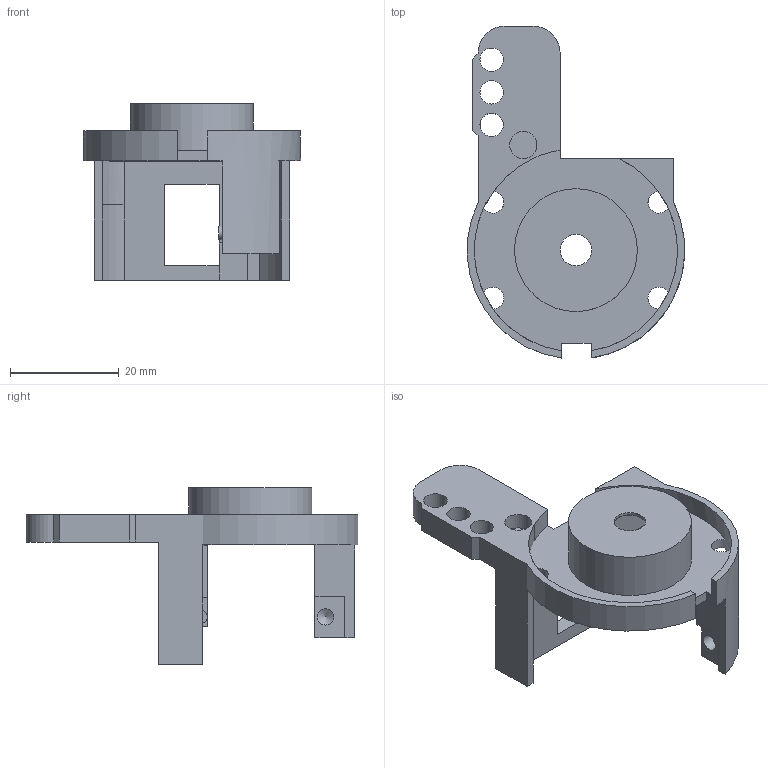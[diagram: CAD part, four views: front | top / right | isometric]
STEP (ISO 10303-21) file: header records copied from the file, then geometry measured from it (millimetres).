
FILE_DESCRIPTION(/* description */ (''),/* implementation_level */ '2;1');
FILE_NAME(/* name */ 'c9d6e99c-bbbc-4984-b13d-90b22f1f0000.stp',/* time_stamp */ '2019-03-06T19:49:52+01:00',/* author */ (''),/* organization */ (''),/* preprocessor_version */ 'ST-DEVELOPER v17.2',/* originating_system */ 'Autodesk Translation Framework v7.6.0.251',/* authorisation */ '');
FILE_SCHEMA (('AUTOMOTIVE_DESIGN { 1 0 10303 214 3 1 1 }'));
Length unit declared in the file: millimetre
Products named in the file (1): InnerBody
Bounding box: 39.96 x 61.05 x 32.5 mm (x, y, z)
Volume: 9278.3 mm3; surface area: 8522.9 mm2
Topology: 1 solids, 1 shells, 90 faces, 275 edges, 186 vertices
Faces by surface type: plane 62, cylinder 27, cone 1
Full cylindrical faces by diameter (mm): 2 x2, 2.5 x1, 3 x1, 4.3 x3, 5 x1, 5.8 x1, 8.5 x1, 20 x1, 22.6 x1
Entity records: 3171 total; most frequent: CARTESIAN_POINT 551, ORIENTED_EDGE 548, DIRECTION 533, EDGE_CURVE 274, LINE 197, VECTOR 197, VERTEX_POINT 186, AXIS2_PLACEMENT_3D 168
